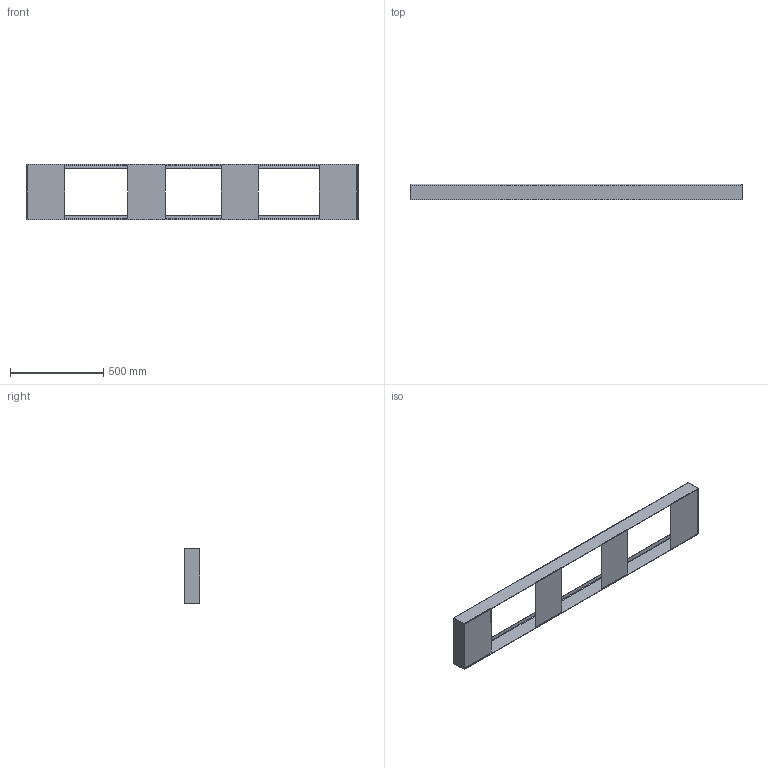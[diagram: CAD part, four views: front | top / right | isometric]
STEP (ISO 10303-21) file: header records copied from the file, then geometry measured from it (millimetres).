
FILE_DESCRIPTION(/* description */ (''),/* implementation_level */ '2;1');
FILE_NAME(/* name */ 'Cover v17.step',/* time_stamp */ '2024-01-19T20:12:29-05:00',/* author */ (''),/* organization */ (''),/* preprocessor_version */ 'ST-DEVELOPER v20',/* originating_system */ 'Autodesk Translation Framework v12.14.0.127',/* authorisation */ '');
FILE_SCHEMA (('AUTOMOTIVE_DESIGN { 1 0 10303 214 3 1 1 }'));
Length unit declared in the file: millimetre
Products named in the file (8): Cover; Component1; Component2; Component3; Component4; Component5; Component6; Component7
Assembly tree (7 placements, depth 2):
  Cover
    Component1
    Component2
    Component3
    Component4
    Component5
    Component6
    Component7
Bounding box: 1775.77 x 82.29 x 297.77 mm (x, y, z)
Volume: 1644088.7 mm3; surface area: 1472230.6 mm2
Topology: 8 solids, 8 shells, 72 faces, 152 edges, 96 vertices
Faces by surface type: plane 64, cylinder 8
Entity records: 2141 total; most frequent: DIRECTION 342, CARTESIAN_POINT 335, ORIENTED_EDGE 304, EDGE_CURVE 152, LINE 136, VECTOR 136, AXIS2_PLACEMENT_3D 103, VERTEX_POINT 96
